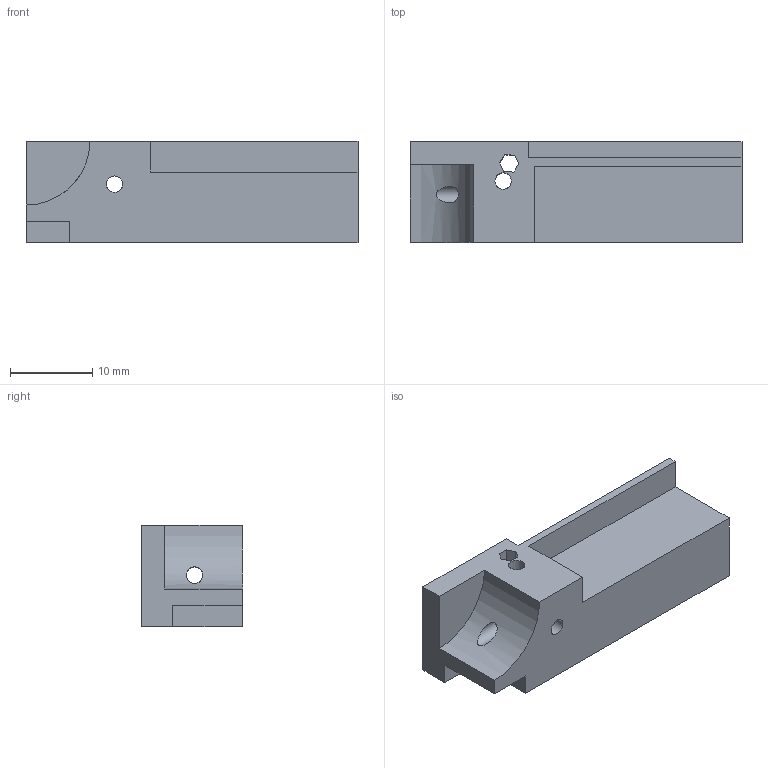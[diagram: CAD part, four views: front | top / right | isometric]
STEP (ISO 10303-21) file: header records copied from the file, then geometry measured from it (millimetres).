
FILE_DESCRIPTION(('Open CASCADE Model'),'2;1');
FILE_NAME('Open CASCADE Shape Model','2021-04-29T13:59:22',('Author'),( 'Open CASCADE'),'Open CASCADE STEP processor 7.4','Open CASCADE 7.4' ,'Unknown');
FILE_SCHEMA(('AUTOMOTIVE_DESIGN { 1 0 10303 214 1 1 1 1 }'));
Length unit declared in the file: millimetre
Products named in the file (1): Open CASCADE STEP translator 7.4 321
Bounding box: 40.31 x 12.27 x 12.35 mm (x, y, z)
Volume: 3969.4 mm3; surface area: 2657.6 mm2
Topology: 1 solids, 1 shells, 28 faces, 91 edges, 61 vertices
Faces by surface type: plane 24, cylinder 4
Full cylindrical faces by diameter (mm): 2 x3
Entity records: 4533 total; most frequent: CARTESIAN_POINT 2778, DIRECTION 296, LINE 202, VECTOR 202, ORIENTED_EDGE 182, PCURVE 182, DEFINITIONAL_REPRESENTATION 182, EDGE_CURVE 91
